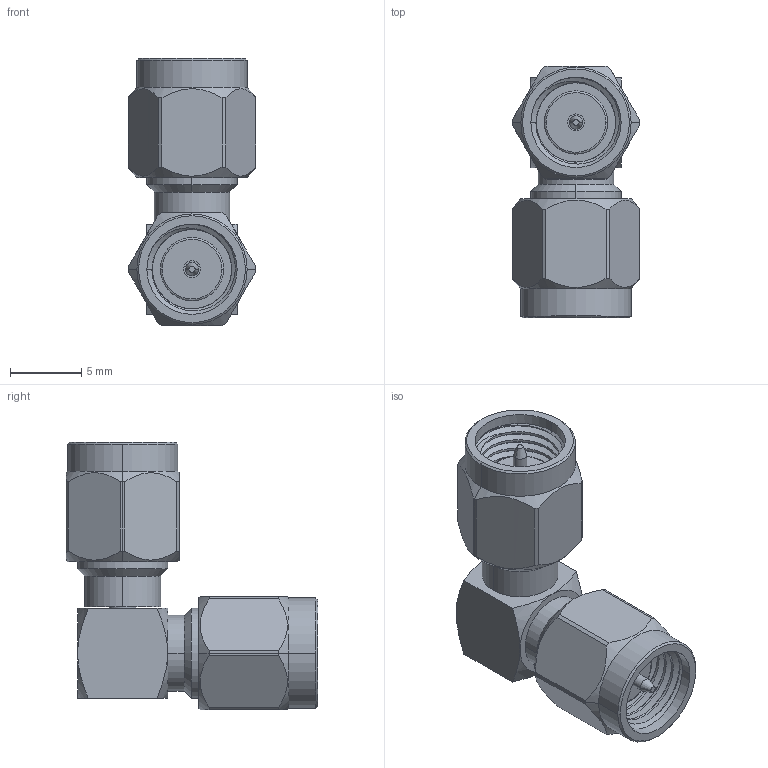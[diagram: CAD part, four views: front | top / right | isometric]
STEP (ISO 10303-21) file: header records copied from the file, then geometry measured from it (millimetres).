
FILE_DESCRIPTION (( 'STEP AP203' ), '1' );
FILE_NAME ('PE9418.step', '2019-03-11T15:30:55', ( '' ), ( '' ), 'SwSTEP 2.0', 'SolidWorks 2017', '' );
FILE_SCHEMA (( 'CONFIG_CONTROL_DESIGN' ));
Length unit declared in the file: inch
Products named in the file (1): PE9418
Bounding box: 8.99 x 17.69 x 18.79 mm (x, y, z)
Volume: 1049.8 mm3; surface area: 1261 mm2
Topology: 1 solids, 1 shells, 143 faces, 348 edges, 220 vertices
Faces by surface type: cylinder 68, cone 34, plane 31, bspline 10
Entity records: 8343 total; most frequent: CARTESIAN_POINT 5106, ORIENTED_EDGE 696, DIRECTION 624, EDGE_CURVE 348, AXIS2_PLACEMENT_3D 258, VERTEX_POINT 220, EDGE_LOOP 156, ADVANCED_FACE 143
